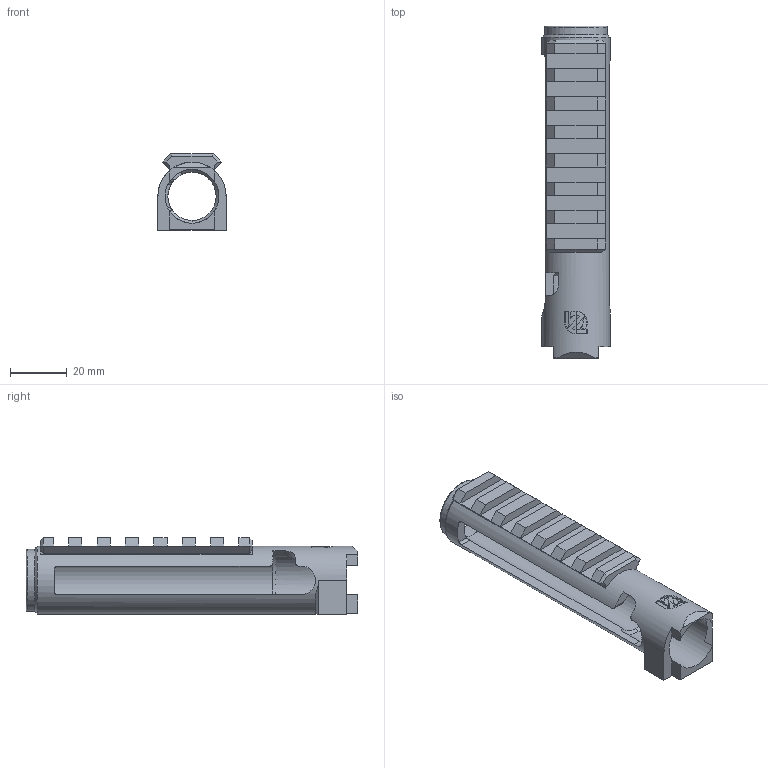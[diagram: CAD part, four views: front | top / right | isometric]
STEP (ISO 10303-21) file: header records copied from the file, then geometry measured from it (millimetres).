
FILE_DESCRIPTION(('HOOPS Exchange Step'),'2;1');
FILE_NAME('temp_export','2024-03-19T00:05:13-15:00',('mobile'),('Shapr3D Limited'),'HOOPS Exchange 2023.2','Shapr3D','Authorized');
FILE_SCHEMA( ('AUTOMOTIVE_DESIGN { 1 0 10303 214 1 1 1 1 }') );
Length unit declared in the file: millimetre
Products named in the file (1): gastube
Bounding box: 24 x 116.95 x 27 mm (x, y, z)
Volume: 24447.1 mm3; surface area: 16301.7 mm2
Topology: 1 solids, 1 shells, 132 faces, 374 edges, 245 vertices
Faces by surface type: plane 93, cylinder 20, bspline 12, cone 4, sphere 2, torus 1
Full cylindrical faces by diameter (mm): 17 x1, 19 x2, 22 x1, 24 x1
Entity records: 6002 total; most frequent: CARTESIAN_POINT 2641, ORIENTED_EDGE 750, DIRECTION 611, EDGE_CURVE 375, VECTOR 259, LINE 259, VERTEX_POINT 247, AXIS2_PLACEMENT_3D 176
